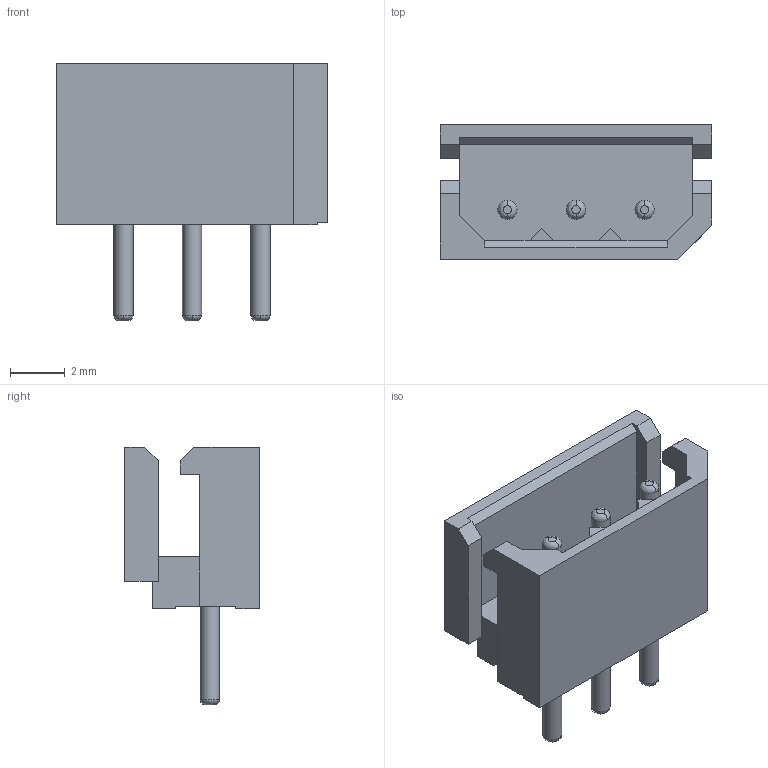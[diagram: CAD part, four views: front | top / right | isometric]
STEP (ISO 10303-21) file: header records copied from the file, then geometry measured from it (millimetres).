
FILE_DESCRIPTION(('FreeCAD Model'),'2;1');
FILE_NAME('Molex_SPOX_5267-03A_1x03_P2.50mm_Vertical.step', '2019-12-09T21:12:45',('kicad StepUp'),('ksu MCAD'), 'Open CASCADE STEP processor 7.3','FreeCAD','Unknown');
FILE_SCHEMA(('AUTOMOTIVE_DESIGN { 1 0 10303 214 1 1 1 1 }'));
Length unit declared in the file: millimetre
Products named in the file (1): Molex_SPOX_5267-03A_1x03_P2.50mm_Vertical
Bounding box: 9.9 x 4.9 x 9.4 mm (x, y, z)
Volume: 151.1 mm3; surface area: 391.6 mm2
Topology: 1 solids, 1 shells, 75 faces, 185 edges, 118 vertices
Faces by surface type: plane 57, bspline 12, cylinder 6
Full cylindrical faces by diameter (mm): 0.7 x6
Entity records: 2484 total; most frequent: CARTESIAN_POINT 709, ORIENTED_EDGE 370, DIRECTION 349, EDGE_CURVE 185, LINE 137, VECTOR 137, VERTEX_POINT 118, AXIS2_PLACEMENT_3D 106
